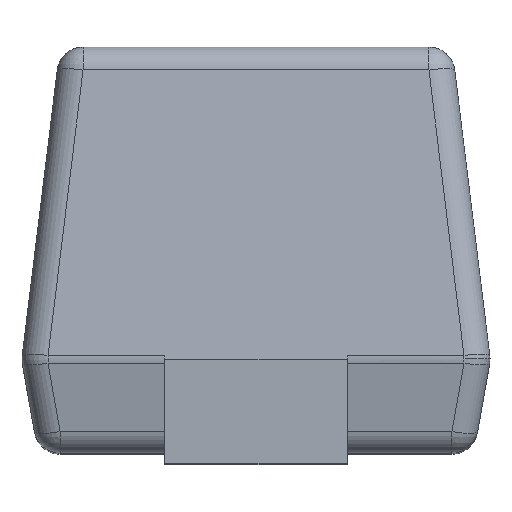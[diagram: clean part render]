
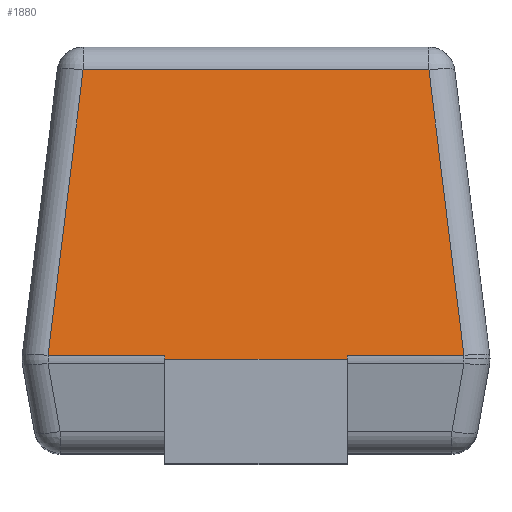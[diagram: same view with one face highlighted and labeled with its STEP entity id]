
A CAD part, top view. The second image highlights one B-rep face of the part: STEP entity #1880.
In plain terms, the highlighted planar face has unit normal (0, 0.122, 0.993).
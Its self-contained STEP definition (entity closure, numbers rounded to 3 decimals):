
#12 = CARTESIAN_POINT ( 'NONE',  ( -0.376, 0.556, 0.632 ) ) ;
#13 = CARTESIAN_POINT ( 'NONE',  ( -0.175, 0., 0.7 ) ) ;
#56 = VECTOR ( 'NONE', #349, 1000. ) ;
#65 = CARTESIAN_POINT ( 'NONE',  ( -0.332, 0.556, 0.632 ) ) ;
#97 = AXIS2_PLACEMENT_3D ( 'NONE', #940, #690, #1369 ) ;
#148 = VECTOR ( 'NONE', #2197, 1000. ) ;
#155 = CARTESIAN_POINT ( 'NONE',  ( -0.401, -0.006, 0.701 ) ) ;
#165 = DIRECTION ( 'NONE',  ( -1., 0., 0. ) ) ;
#231 = LINE ( 'NONE', #884, #2114 ) ;
#252 = FACE_OUTER_BOUND ( 'NONE', #1053, .T. ) ;
#301 = VERTEX_POINT ( 'NONE', #1677 ) ;
#329 = ORIENTED_EDGE ( 'NONE', *, *, #681, .T. ) ;
#349 = DIRECTION ( 'NONE',  ( -0.121, -0.985, 0.121 ) ) ;
#368 = EDGE_CURVE ( 'NONE', #1199, #2821, #1109, .T. ) ;
#404 = VECTOR ( 'NONE', #1704, 1000. ) ;
#542 = ORIENTED_EDGE ( 'NONE', *, *, #1985, .T. ) ;
#637 = VECTOR ( 'NONE', #1882, 1000. ) ;
#645 = CARTESIAN_POINT ( 'NONE',  ( 0.45, 0.007, 0.699 ) ) ;
#655 = LINE ( 'NONE', #1931, #148 ) ;
#681 = EDGE_CURVE ( 'NONE', #1473, #1487, #1120, .T. ) ;
#690 = DIRECTION ( 'NONE',  ( 0., 0.122, 0.993 ) ) ;
#699 = VERTEX_POINT ( 'NONE', #65 ) ;
#884 = CARTESIAN_POINT ( 'NONE',  ( 0.388, 0.101, 0.688 ) ) ;
#912 = ORIENTED_EDGE ( 'NONE', *, *, #1063, .T. ) ;
#940 = CARTESIAN_POINT ( 'NONE',  ( -0.45, 0., 0.7 ) ) ;
#976 = CARTESIAN_POINT ( 'NONE',  ( -0.175, 0.007, 0.699 ) ) ;
#1053 = EDGE_LOOP ( 'NONE', ( #329, #542, #1587, #2539, #912, #2412, #2181, #1718 ) ) ;
#1063 = EDGE_CURVE ( 'NONE', #2439, #699, #2139, .T. ) ;
#1109 = LINE ( 'NONE', #645, #2061 ) ;
#1120 = LINE ( 'NONE', #2678, #2638 ) ;
#1191 = EDGE_CURVE ( 'NONE', #301, #2778, #1897, .T. ) ;
#1199 = VERTEX_POINT ( 'NONE', #1428 ) ;
#1267 = CARTESIAN_POINT ( 'NONE',  ( 0.332, 0.556, 0.632 ) ) ;
#1285 = CARTESIAN_POINT ( 'NONE',  ( -0.175, 0.007, 0.699 ) ) ;
#1329 = VECTOR ( 'NONE', #165, 1000. ) ;
#1348 = CARTESIAN_POINT ( 'NONE',  ( 0.175, 0., 0.7 ) ) ;
#1369 = DIRECTION ( 'NONE',  ( 0., -0.993, 0.122 ) ) ;
#1377 = CARTESIAN_POINT ( 'NONE',  ( -0.175, 0., 0.7 ) ) ;
#1402 = PLANE ( 'NONE',  #97 ) ;
#1428 = CARTESIAN_POINT ( 'NONE',  ( 0.175, 0.007, 0.699 ) ) ;
#1473 = VERTEX_POINT ( 'NONE', #1377 ) ;
#1487 = VERTEX_POINT ( 'NONE', #1348 ) ;
#1527 = EDGE_CURVE ( 'NONE', #2821, #2439, #231, .T. ) ;
#1587 = ORIENTED_EDGE ( 'NONE', *, *, #368, .T. ) ;
#1677 = CARTESIAN_POINT ( 'NONE',  ( -0.399, 0.007, 0.699 ) ) ;
#1704 = DIRECTION ( 'NONE',  ( 0., -0.993, 0.122 ) ) ;
#1718 = ORIENTED_EDGE ( 'NONE', *, *, #1814, .T. ) ;
#1796 = EDGE_CURVE ( 'NONE', #699, #301, #2432, .T. ) ;
#1814 = EDGE_CURVE ( 'NONE', #2778, #1473, #2669, .T. ) ;
#1880 = ADVANCED_FACE ( 'NONE', ( #252 ), #1402, .T. ) ;
#1882 = DIRECTION ( 'NONE',  ( 1., 0., 0. ) ) ;
#1897 = LINE ( 'NONE', #976, #637 ) ;
#1931 = CARTESIAN_POINT ( 'NONE',  ( 0.175, 0., 0.7 ) ) ;
#1985 = EDGE_CURVE ( 'NONE', #1487, #1199, #655, .T. ) ;
#2013 = DIRECTION ( 'NONE',  ( -0.121, 0.985, -0.121 ) ) ;
#2061 = VECTOR ( 'NONE', #2447, 1000. ) ;
#2114 = VECTOR ( 'NONE', #2013, 1000. ) ;
#2139 = LINE ( 'NONE', #12, #1329 ) ;
#2181 = ORIENTED_EDGE ( 'NONE', *, *, #1191, .T. ) ;
#2197 = DIRECTION ( 'NONE',  ( 0., 0.993, -0.122 ) ) ;
#2401 = CARTESIAN_POINT ( 'NONE',  ( 0.399, 0.007, 0.699 ) ) ;
#2412 = ORIENTED_EDGE ( 'NONE', *, *, #1796, .T. ) ;
#2432 = LINE ( 'NONE', #155, #56 ) ;
#2439 = VERTEX_POINT ( 'NONE', #1267 ) ;
#2447 = DIRECTION ( 'NONE',  ( 1., 0., 0. ) ) ;
#2539 = ORIENTED_EDGE ( 'NONE', *, *, #1527, .T. ) ;
#2638 = VECTOR ( 'NONE', #2725, 1000. ) ;
#2669 = LINE ( 'NONE', #13, #404 ) ;
#2678 = CARTESIAN_POINT ( 'NONE',  ( 0.45, 0., 0.7 ) ) ;
#2725 = DIRECTION ( 'NONE',  ( 1., 0., 0. ) ) ;
#2778 = VERTEX_POINT ( 'NONE', #1285 ) ;
#2821 = VERTEX_POINT ( 'NONE', #2401 ) ;
